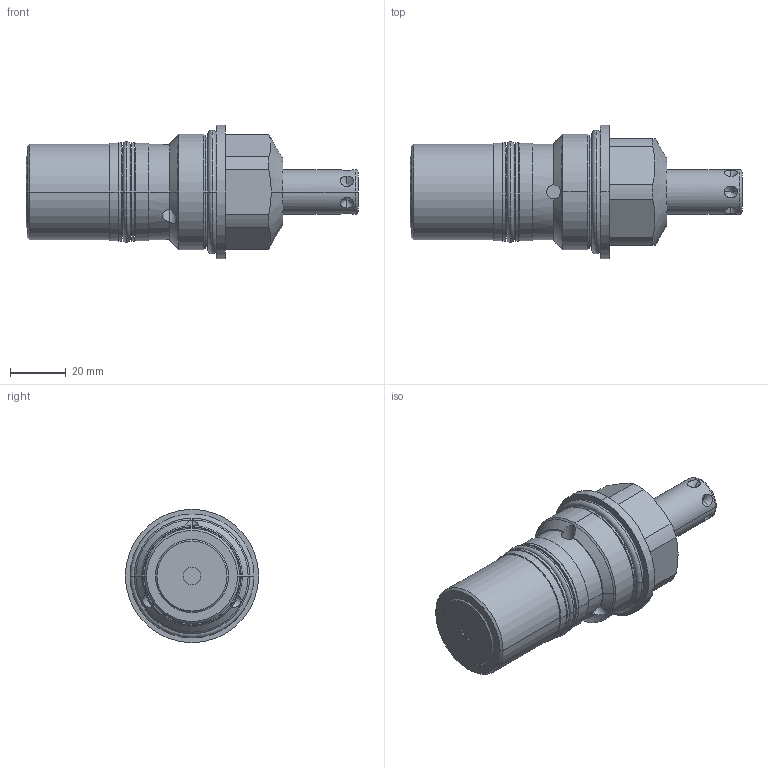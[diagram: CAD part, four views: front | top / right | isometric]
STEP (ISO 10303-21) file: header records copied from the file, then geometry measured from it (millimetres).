
FILE_DESCRIPTION((''),'2;1');
FILE_NAME('ILC14110901R','2013-04-08T',('jdw'),(''),'PRO/ENGINEER BY PARAMETRIC TECHNOLOGY CORPORATION, 2007460','PRO/ENGINEER BY PARAMETRIC TECHNOLOGY CORPORATION, 2007460','');
FILE_SCHEMA(('AUTOMOTIVE_DESIGN_CC2 { 1 2 10303 214 -1 1 5 2 }'));
Length unit declared in the file: inch
Products named in the file (1): ILC14110901R
Bounding box: 118.62 x 47.62 x 47.62 mm (x, y, z)
Volume: 101554.7 mm3; surface area: 21090.1 mm2
Topology: 3 solids, 5 shells, 108 faces, 262 edges, 163 vertices
Faces by surface type: cylinder 46, plane 28, cone 24, torus 10
Entity records: 4673 total; most frequent: CARTESIAN_POINT 934, DIRECTION 562, ORIENTED_EDGE 488, PRESENTATION_STYLE_ASSIGNMENT 282, STYLED_ITEM 253, CURVE_STYLE 248, EDGE_CURVE 248, AXIS2_PLACEMENT_3D 237
